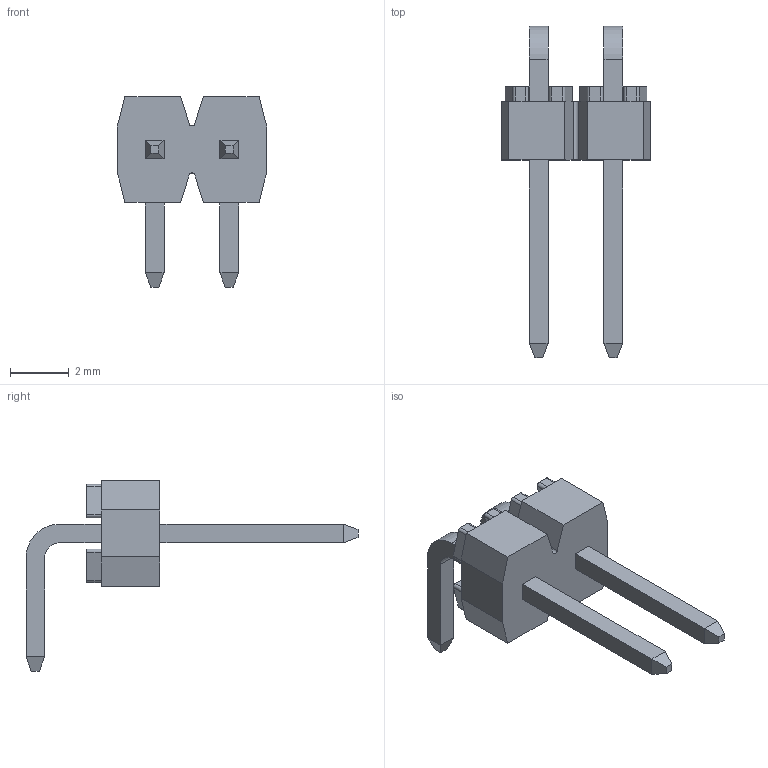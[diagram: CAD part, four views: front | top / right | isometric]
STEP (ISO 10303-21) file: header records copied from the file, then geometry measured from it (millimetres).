
FILE_DESCRIPTION((''),'2;1');
FILE_NAME('901210762','2013-07-17T',('me'),(''),'PRO/ENGINEER BY PARAMETRIC TECHNOLOGY CORPORATION, 2011490','PRO/ENGINEER BY PARAMETRIC TECHNOLOGY CORPORATION, 2011490','');
FILE_SCHEMA(('CONFIG_CONTROL_DESIGN'));
Length unit declared in the file: millimetre
Products named in the file (1): 901210762
Bounding box: 5.08 x 11.32 x 6.5 mm (x, y, z)
Volume: 46.6 mm3; surface area: 150.7 mm2
Topology: 1 solids, 1 shells, 134 faces, 344 edges, 224 vertices
Faces by surface type: plane 96, cylinder 38
Entity records: 4074 total; most frequent: CARTESIAN_POINT 702, DIRECTION 688, ORIENTED_EDGE 688, EDGE_CURVE 344, VECTOR 268, LINE 268, VERTEX_POINT 224, AXIS2_PLACEMENT_3D 210
